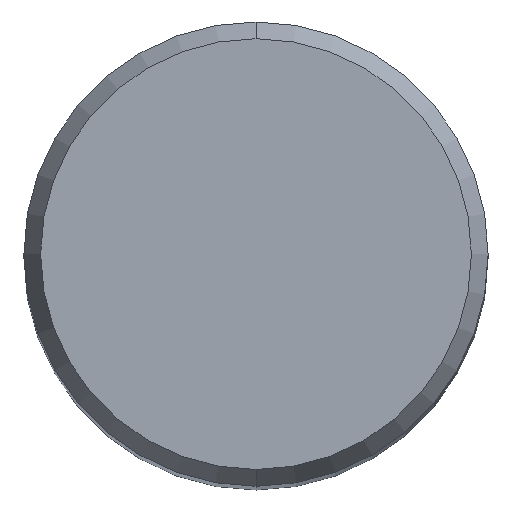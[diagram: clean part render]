
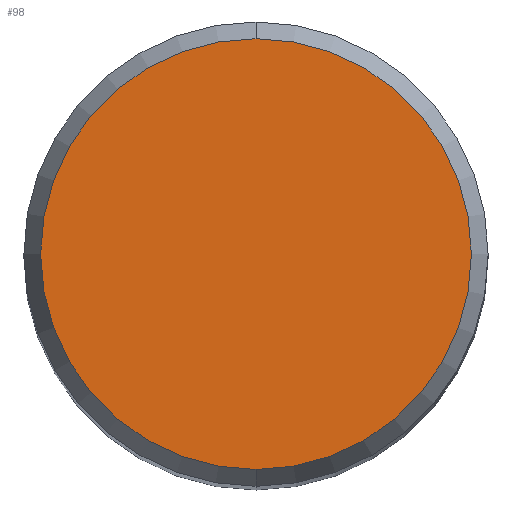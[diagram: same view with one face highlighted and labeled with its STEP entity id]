
A CAD part, top view. The second image highlights one B-rep face of the part: STEP entity #98.
In plain terms, the highlighted planar face has unit normal (0, 0, 1).
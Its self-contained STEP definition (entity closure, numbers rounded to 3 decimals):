
#98=ADVANCED_FACE('',(#244),#245,.T.);
#170=EDGE_CURVE('',#186,#200,#328,.T.);
#186=VERTEX_POINT('',#344);
#200=VERTEX_POINT('',#359);
#202=EDGE_CURVE('',#200,#186,#361,.T.);
#244=FACE_OUTER_BOUND('',#398,.T.);
#245=PLANE('',#399);
#328=CIRCLE('',#505,5.892);
#344=CARTESIAN_POINT('',(0.0,5.892,0.0));
#359=CARTESIAN_POINT('',(0.,-5.892,0.0));
#361=CIRCLE('',#545,5.892);
#398=EDGE_LOOP('',(#585,#586));
#399=AXIS2_PLACEMENT_3D('',#587,#588,#589);
#505=AXIS2_PLACEMENT_3D('',#702,#703,#704);
#545=AXIS2_PLACEMENT_3D('',#725,#726,#727);
#585=ORIENTED_EDGE('',*,*,#170,.F.);
#586=ORIENTED_EDGE('',*,*,#202,.F.);
#587=CARTESIAN_POINT('',(0.0,2.946,0.0));
#588=DIRECTION('',(-0.0,0.0,1.0));
#589=DIRECTION('',(0.0,-1.0,0.0));
#702=CARTESIAN_POINT('',(0.0,0.0,0.0));
#703=DIRECTION('',(0.0,0.0,-1.0));
#704=DIRECTION('',(0.0,1.0,0.0));
#725=CARTESIAN_POINT('',(0.0,0.0,0.0));
#726=DIRECTION('',(0.0,0.0,-1.0));
#727=DIRECTION('',(0.0,1.0,0.0));
